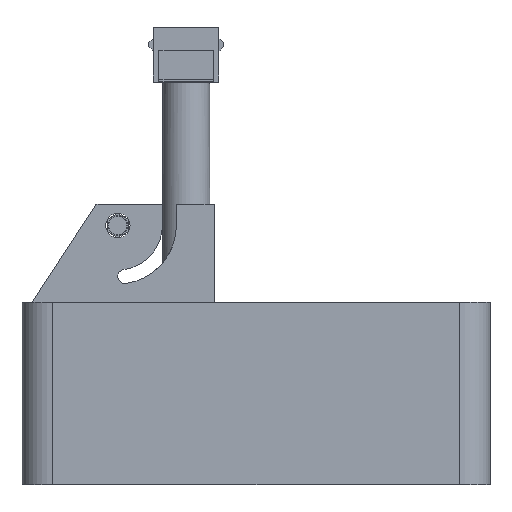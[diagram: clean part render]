
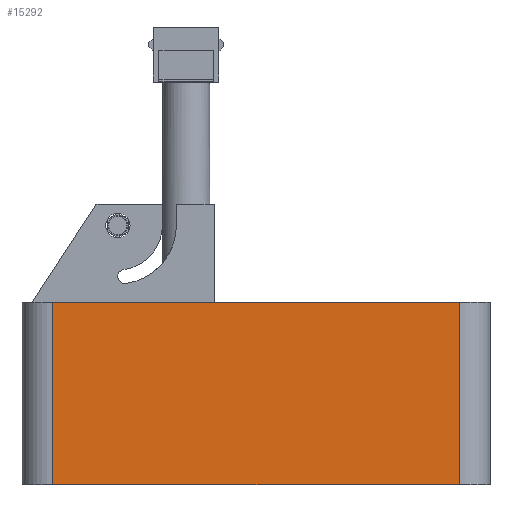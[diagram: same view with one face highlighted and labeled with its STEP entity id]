
A CAD part, left-side view. The second image highlights one B-rep face of the part: STEP entity #15292.
In plain terms, the highlighted planar face has unit normal (-1, 0, 0).
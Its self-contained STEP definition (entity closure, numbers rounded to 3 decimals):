
#799=PLANE('',#16334);
#1430=FACE_OUTER_BOUND('',#2268,.T.);
#2268=EDGE_LOOP('',(#12494,#12495,#12496,#12497));
#3743=LINE('',#23658,#5272);
#3744=LINE('',#23661,#5273);
#3745=LINE('',#23663,#5274);
#3746=LINE('',#23664,#5275);
#5272=VECTOR('',#19328,10.);
#5273=VECTOR('',#19331,10.);
#5274=VECTOR('',#19332,10.);
#5275=VECTOR('',#19333,10.);
#7140=VERTEX_POINT('',#23654);
#7141=VERTEX_POINT('',#23656);
#7142=VERTEX_POINT('',#23660);
#7143=VERTEX_POINT('',#23662);
#9019=EDGE_CURVE('',#7140,#7141,#3743,.T.);
#9020=EDGE_CURVE('',#7142,#7140,#3744,.T.);
#9021=EDGE_CURVE('',#7143,#7141,#3745,.T.);
#9022=EDGE_CURVE('',#7142,#7143,#3746,.T.);
#12494=ORIENTED_EDGE('',*,*,#9020,.T.);
#12495=ORIENTED_EDGE('',*,*,#9019,.T.);
#12496=ORIENTED_EDGE('',*,*,#9021,.F.);
#12497=ORIENTED_EDGE('',*,*,#9022,.F.);
#15292=ADVANCED_FACE('',(#1430),#799,.T.);
#16334=AXIS2_PLACEMENT_3D('',#23659,#19329,#19330);
#19328=DIRECTION('',(0.,0.,1.));
#19329=DIRECTION('center_axis',(-1.,0.,0.));
#19330=DIRECTION('ref_axis',(0.,-1.,0.));
#19331=DIRECTION('',(0.,-1.,0.));
#19332=DIRECTION('',(0.,-1.,0.));
#19333=DIRECTION('',(0.,0.,1.));
#23654=CARTESIAN_POINT('',(-38.35,-33.35,0.));
#23656=CARTESIAN_POINT('',(-38.35,-33.35,29.95));
#23658=CARTESIAN_POINT('',(-38.35,-33.35,0.));
#23659=CARTESIAN_POINT('Origin',(-38.35,33.35,0.));
#23660=CARTESIAN_POINT('',(-38.35,33.35,0.));
#23661=CARTESIAN_POINT('',(-38.35,33.35,0.));
#23662=CARTESIAN_POINT('',(-38.35,33.35,29.95));
#23663=CARTESIAN_POINT('',(-38.35,33.35,29.95));
#23664=CARTESIAN_POINT('',(-38.35,33.35,0.));
